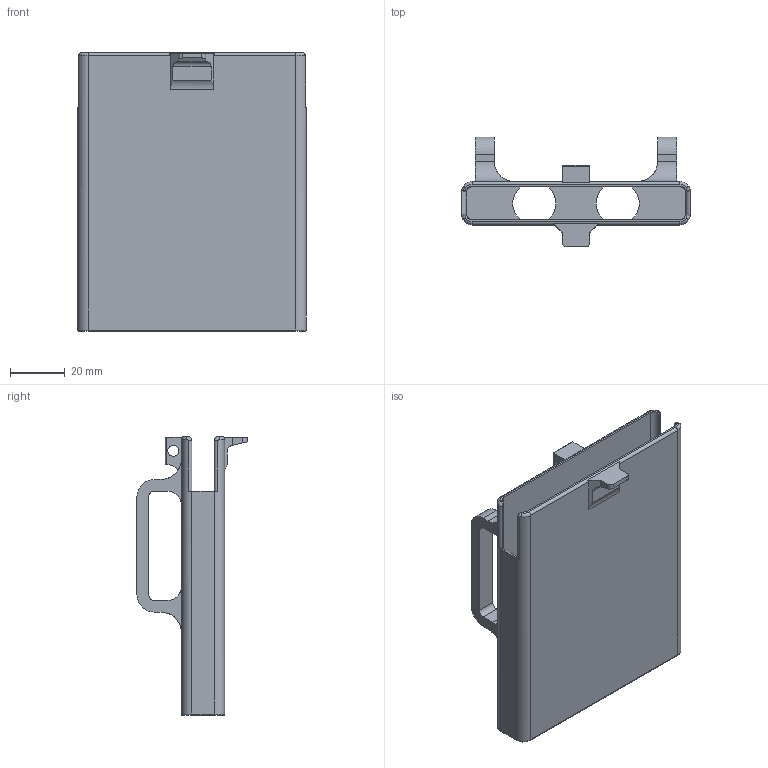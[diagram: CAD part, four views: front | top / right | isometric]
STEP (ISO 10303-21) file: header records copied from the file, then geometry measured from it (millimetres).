
FILE_DESCRIPTION(/* description */ (''),/* implementation_level */ '2;1');
FILE_NAME(/* name */ 'Samsungholster v4.stp',/* time_stamp */ '2023-01-01T15:21:51+01:00',/* author */ (''),/* organization */ (''),/* preprocessor_version */ 'ST-DEVELOPER v19.2',/* originating_system */ 'Autodesk Translation Framework v11.17.0.187',/* authorisation */ '');
FILE_SCHEMA (('AUTOMOTIVE_DESIGN { 1 0 10303 214 3 1 1 }'));
Length unit declared in the file: millimetre
Products named in the file (1): Samsung_holster
Bounding box: 83.8 x 40.32 x 102.2 mm (x, y, z)
Volume: 41134.2 mm3; surface area: 42716.3 mm2
Topology: 1 solids, 1 shells, 118 faces, 326 edges, 208 vertices
Faces by surface type: cylinder 58, plane 48, torus 8, bspline 4
Full cylindrical faces by diameter (mm): 4 x1
Entity records: 4117 total; most frequent: CARTESIAN_POINT 1026, ORIENTED_EDGE 652, DIRECTION 639, EDGE_CURVE 326, AXIS2_PLACEMENT_3D 223, VERTEX_POINT 208, LINE 193, VECTOR 193
